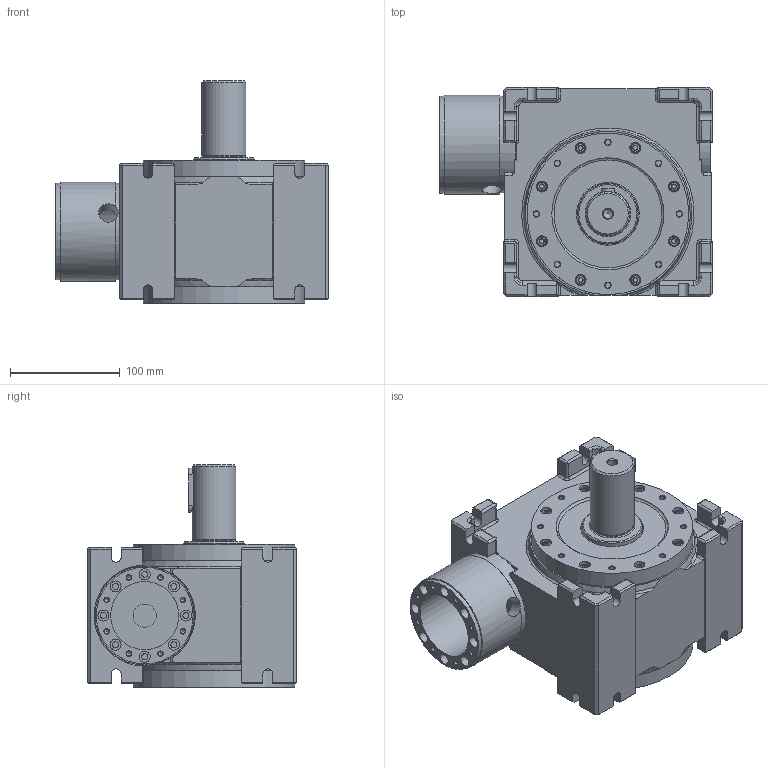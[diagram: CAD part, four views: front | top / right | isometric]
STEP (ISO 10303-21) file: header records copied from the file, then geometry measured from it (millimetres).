
FILE_DESCRIPTION( ( 'Unknown' ), '1' );
FILE_NAME( 'SGH63-1.stp', 'Unknown', ( 'Unknown' ), ( 'Unknown' ), 'PSStep 13.0', 'Unknown', ' ' );
FILE_SCHEMA( ( 'AUTOMOTIVE_DESIGN { 1 0 10303 214 1 1 1 1 }' ) );
Length unit declared in the file: millimetre
Products named in the file (1): Gehaeuse
Bounding box: 248 x 190 x 202 mm (x, y, z)
Volume: 4119601.7 mm3; surface area: 280514.4 mm2
Topology: 1 solids, 19 shells, 890 faces, 2133 edges, 1398 vertices
Faces by surface type: plane 469, cylinder 268, cone 83, torus 70
Full cylindrical faces by diameter (mm): 4.2 x8, 5 x33, 5.5 x25, 8.5 x25, 10 x32, 18 x1, 21 x1, 35 x1, 39.6 x1, 40 x1, 55 x1, 57 x1, 62 x1, 74 x1, 80 x1, 88 x2, 90 x1, 147 x2
Entity records: 39633 total; most frequent: CARTESIAN_POINT 13351, DIRECTION 4044, ORIENTED_EDGE 3490, EDGE_CURVE 1745, AXIS2_PLACEMENT_3D 1606, EDGE_LOOP 1290, VERTEX_POINT 1266, FACE_OUTER_BOUND 1056
